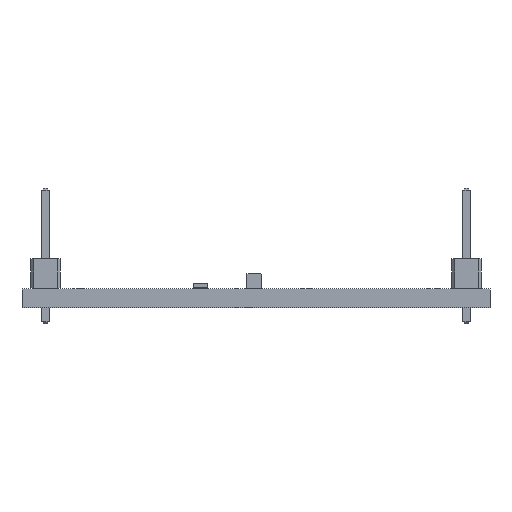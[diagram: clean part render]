
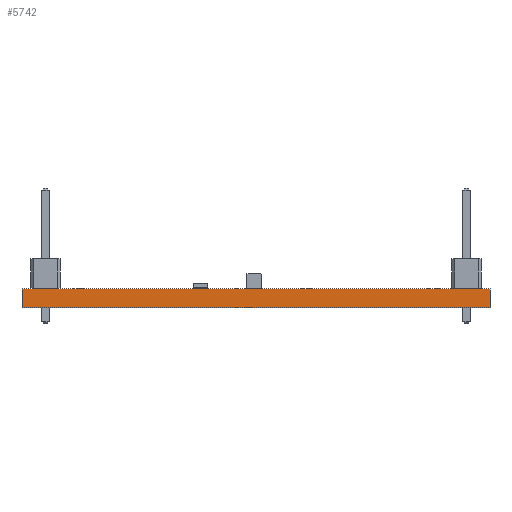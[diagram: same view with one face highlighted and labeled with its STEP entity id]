
A CAD part, front view. The second image highlights one B-rep face of the part: STEP entity #5742.
In plain terms, the highlighted planar face has unit normal (0, -1, 0).
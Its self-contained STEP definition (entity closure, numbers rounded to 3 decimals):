
#5742 = ADVANCED_FACE('',(#5743),#5757,.T.);
#5743 = FACE_BOUND('',#5744,.T.);
#5744 = EDGE_LOOP('',(#5745,#5780,#5808,#5836));
#5745 = ORIENTED_EDGE('',*,*,#5746,.T.);
#5746 = EDGE_CURVE('',#5747,#5749,#5751,.T.);
#5747 = VERTEX_POINT('',#5748);
#5748 = CARTESIAN_POINT('',(40.,-0.,0.));
#5749 = VERTEX_POINT('',#5750);
#5750 = CARTESIAN_POINT('',(40.,0.,1.6));
#5751 = SURFACE_CURVE('',#5752,(#5756,#5768),.PCURVE_S1.);
#5752 = LINE('',#5753,#5754);
#5753 = CARTESIAN_POINT('',(40.,-0.,0.));
#5754 = VECTOR('',#5755,1.);
#5755 = DIRECTION('',(0.,0.,1.));
#5756 = PCURVE('',#5757,#5762);
#5757 = PLANE('',#5758);
#5758 = AXIS2_PLACEMENT_3D('',#5759,#5760,#5761);
#5759 = CARTESIAN_POINT('',(40.,0.,0.));
#5760 = DIRECTION('',(0.,-1.,0.));
#5761 = DIRECTION('',(-1.,0.,0.));
#5762 = DEFINITIONAL_REPRESENTATION('',(#5763),#5767);
#5763 = LINE('',#5764,#5765);
#5764 = CARTESIAN_POINT('',(0.,0.));
#5765 = VECTOR('',#5766,1.);
#5766 = DIRECTION('',(0.,-1.));
#5767 = ( GEOMETRIC_REPRESENTATION_CONTEXT(2) 
PARAMETRIC_REPRESENTATION_CONTEXT() REPRESENTATION_CONTEXT('2D SPACE',''
  ) );
#5768 = PCURVE('',#5769,#5774);
#5769 = PLANE('',#5770);
#5770 = AXIS2_PLACEMENT_3D('',#5771,#5772,#5773);
#5771 = CARTESIAN_POINT('',(40.,40.,0.));
#5772 = DIRECTION('',(1.,0.,-0.));
#5773 = DIRECTION('',(0.,-1.,0.));
#5774 = DEFINITIONAL_REPRESENTATION('',(#5775),#5779);
#5775 = LINE('',#5776,#5777);
#5776 = CARTESIAN_POINT('',(40.,0.));
#5777 = VECTOR('',#5778,1.);
#5778 = DIRECTION('',(0.,-1.));
#5779 = ( GEOMETRIC_REPRESENTATION_CONTEXT(2) 
PARAMETRIC_REPRESENTATION_CONTEXT() REPRESENTATION_CONTEXT('2D SPACE',''
  ) );
#5780 = ORIENTED_EDGE('',*,*,#5781,.T.);
#5781 = EDGE_CURVE('',#5749,#5782,#5784,.T.);
#5782 = VERTEX_POINT('',#5783);
#5783 = CARTESIAN_POINT('',(0.,0.,1.6));
#5784 = SURFACE_CURVE('',#5785,(#5789,#5796),.PCURVE_S1.);
#5785 = LINE('',#5786,#5787);
#5786 = CARTESIAN_POINT('',(40.,0.,1.6));
#5787 = VECTOR('',#5788,1.);
#5788 = DIRECTION('',(-1.,0.,0.));
#5789 = PCURVE('',#5757,#5790);
#5790 = DEFINITIONAL_REPRESENTATION('',(#5791),#5795);
#5791 = LINE('',#5792,#5793);
#5792 = CARTESIAN_POINT('',(0.,-1.6));
#5793 = VECTOR('',#5794,1.);
#5794 = DIRECTION('',(1.,0.));
#5795 = ( GEOMETRIC_REPRESENTATION_CONTEXT(2) 
PARAMETRIC_REPRESENTATION_CONTEXT() REPRESENTATION_CONTEXT('2D SPACE',''
  ) );
#5796 = PCURVE('',#5797,#5802);
#5797 = PLANE('',#5798);
#5798 = AXIS2_PLACEMENT_3D('',#5799,#5800,#5801);
#5799 = CARTESIAN_POINT('',(20.,20.,1.6));
#5800 = DIRECTION('',(-0.,-0.,-1.));
#5801 = DIRECTION('',(-1.,0.,0.));
#5802 = DEFINITIONAL_REPRESENTATION('',(#5803),#5807);
#5803 = LINE('',#5804,#5805);
#5804 = CARTESIAN_POINT('',(-20.,-20.));
#5805 = VECTOR('',#5806,1.);
#5806 = DIRECTION('',(1.,0.));
#5807 = ( GEOMETRIC_REPRESENTATION_CONTEXT(2) 
PARAMETRIC_REPRESENTATION_CONTEXT() REPRESENTATION_CONTEXT('2D SPACE',''
  ) );
#5808 = ORIENTED_EDGE('',*,*,#5809,.F.);
#5809 = EDGE_CURVE('',#5810,#5782,#5812,.T.);
#5810 = VERTEX_POINT('',#5811);
#5811 = CARTESIAN_POINT('',(0.,-0.,0.));
#5812 = SURFACE_CURVE('',#5813,(#5817,#5824),.PCURVE_S1.);
#5813 = LINE('',#5814,#5815);
#5814 = CARTESIAN_POINT('',(0.,-0.,0.));
#5815 = VECTOR('',#5816,1.);
#5816 = DIRECTION('',(0.,0.,1.));
#5817 = PCURVE('',#5757,#5818);
#5818 = DEFINITIONAL_REPRESENTATION('',(#5819),#5823);
#5819 = LINE('',#5820,#5821);
#5820 = CARTESIAN_POINT('',(40.,0.));
#5821 = VECTOR('',#5822,1.);
#5822 = DIRECTION('',(0.,-1.));
#5823 = ( GEOMETRIC_REPRESENTATION_CONTEXT(2) 
PARAMETRIC_REPRESENTATION_CONTEXT() REPRESENTATION_CONTEXT('2D SPACE',''
  ) );
#5824 = PCURVE('',#5825,#5830);
#5825 = PLANE('',#5826);
#5826 = AXIS2_PLACEMENT_3D('',#5827,#5828,#5829);
#5827 = CARTESIAN_POINT('',(0.,0.,0.));
#5828 = DIRECTION('',(-1.,0.,0.));
#5829 = DIRECTION('',(0.,1.,0.));
#5830 = DEFINITIONAL_REPRESENTATION('',(#5831),#5835);
#5831 = LINE('',#5832,#5833);
#5832 = CARTESIAN_POINT('',(0.,0.));
#5833 = VECTOR('',#5834,1.);
#5834 = DIRECTION('',(0.,-1.));
#5835 = ( GEOMETRIC_REPRESENTATION_CONTEXT(2) 
PARAMETRIC_REPRESENTATION_CONTEXT() REPRESENTATION_CONTEXT('2D SPACE',''
  ) );
#5836 = ORIENTED_EDGE('',*,*,#5837,.F.);
#5837 = EDGE_CURVE('',#5747,#5810,#5838,.T.);
#5838 = SURFACE_CURVE('',#5839,(#5843,#5850),.PCURVE_S1.);
#5839 = LINE('',#5840,#5841);
#5840 = CARTESIAN_POINT('',(40.,-0.,0.));
#5841 = VECTOR('',#5842,1.);
#5842 = DIRECTION('',(-1.,0.,0.));
#5843 = PCURVE('',#5757,#5844);
#5844 = DEFINITIONAL_REPRESENTATION('',(#5845),#5849);
#5845 = LINE('',#5846,#5847);
#5846 = CARTESIAN_POINT('',(0.,0.));
#5847 = VECTOR('',#5848,1.);
#5848 = DIRECTION('',(1.,0.));
#5849 = ( GEOMETRIC_REPRESENTATION_CONTEXT(2) 
PARAMETRIC_REPRESENTATION_CONTEXT() REPRESENTATION_CONTEXT('2D SPACE',''
  ) );
#5850 = PCURVE('',#5851,#5856);
#5851 = PLANE('',#5852);
#5852 = AXIS2_PLACEMENT_3D('',#5853,#5854,#5855);
#5853 = CARTESIAN_POINT('',(20.,20.,0.));
#5854 = DIRECTION('',(-0.,-0.,-1.));
#5855 = DIRECTION('',(-1.,0.,0.));
#5856 = DEFINITIONAL_REPRESENTATION('',(#5857),#5861);
#5857 = LINE('',#5858,#5859);
#5858 = CARTESIAN_POINT('',(-20.,-20.));
#5859 = VECTOR('',#5860,1.);
#5860 = DIRECTION('',(1.,0.));
#5861 = ( GEOMETRIC_REPRESENTATION_CONTEXT(2) 
PARAMETRIC_REPRESENTATION_CONTEXT() REPRESENTATION_CONTEXT('2D SPACE',''
  ) );
